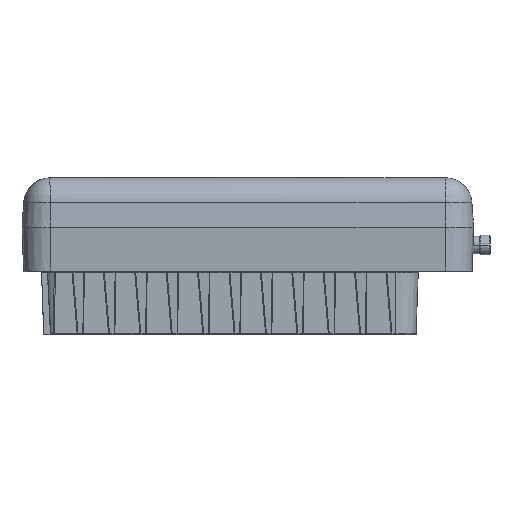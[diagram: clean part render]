
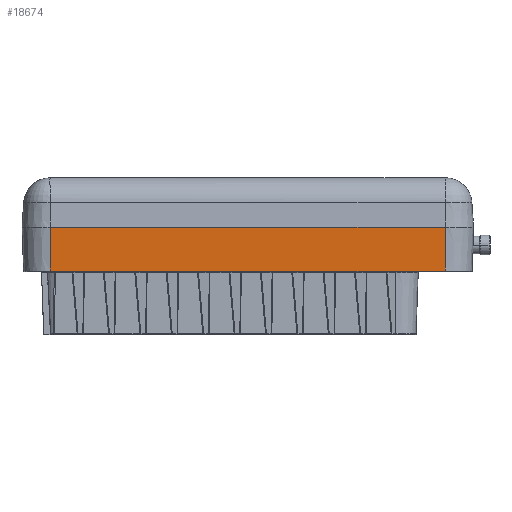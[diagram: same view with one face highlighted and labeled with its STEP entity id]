
A CAD part, left-side view. The second image highlights one B-rep face of the part: STEP entity #18674.
In plain terms, the highlighted planar face has unit normal (-0.999, 0, -0.035).
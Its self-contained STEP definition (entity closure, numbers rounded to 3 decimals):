
#83=DIRECTION('',(0.,1.,0.));
#84=VECTOR('',#83,440.);
#85=CARTESIAN_POINT('',(-201.746,-220.,0.));
#86=LINE('',#85,#84);
#3848=DIRECTION('',(0.,1.,0.));
#3849=VECTOR('',#3848,440.);
#3850=CARTESIAN_POINT('',(-200.034,-220.,-49.035));
#3851=LINE('',#3850,#3849);
#3855=DIRECTION('',(0.035,0.,-0.999));
#3856=VECTOR('',#3855,49.065);
#3857=CARTESIAN_POINT('',(-201.746,220.,0.));
#3858=LINE('',#3857,#3856);
#3862=DIRECTION('',(0.035,0.,-0.999));
#3863=VECTOR('',#3862,49.065);
#3864=CARTESIAN_POINT('',(-201.746,-220.,0.));
#3865=LINE('',#3864,#3863);
#15671=CARTESIAN_POINT('',(-201.746,-220.,0.));
#15672=CARTESIAN_POINT('',(-201.746,220.,0.));
#15673=VERTEX_POINT('',#15671);
#15674=VERTEX_POINT('',#15672);
#15754=CARTESIAN_POINT('',(-200.034,-220.,-49.035));
#15755=VERTEX_POINT('',#15754);
#15758=CARTESIAN_POINT('',(-200.034,220.,-49.035));
#15759=VERTEX_POINT('',#15758);
#18661=CARTESIAN_POINT('',(-200.,252.2,-50.));
#18662=DIRECTION('',(-0.999,0.,-0.035));
#18663=DIRECTION('',(0.,-1.,0.));
#18664=AXIS2_PLACEMENT_3D('',#18661,#18662,#18663);
#18665=PLANE('',#18664);
#18667=ORIENTED_EDGE('',*,*,#18666,.T.);
#18668=ORIENTED_EDGE('',*,*,#18656,.F.);
#18669=ORIENTED_EDGE('',*,*,#17568,.F.);
#18671=ORIENTED_EDGE('',*,*,#18670,.T.);
#18672=EDGE_LOOP('',(#18667,#18668,#18669,#18671));
#18673=FACE_OUTER_BOUND('',#18672,.F.);
#18674=ADVANCED_FACE('',(#18673),#18665,.T.);
#17568=EDGE_CURVE('',#15673,#15674,#86,.T.);
#18656=EDGE_CURVE('',#15674,#15759,#3858,.T.);
#18666=EDGE_CURVE('',#15755,#15759,#3851,.T.);
#18670=EDGE_CURVE('',#15673,#15755,#3865,.T.);
